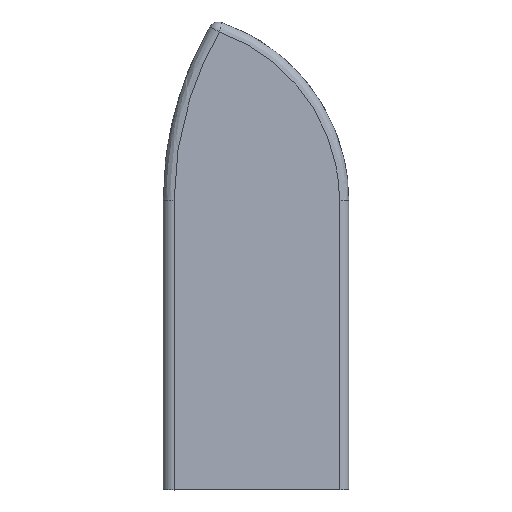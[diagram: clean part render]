
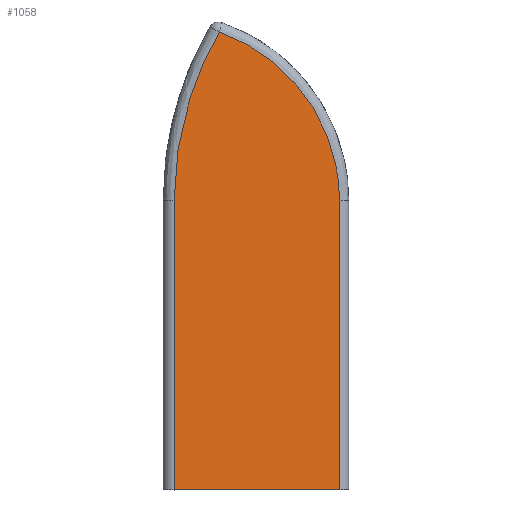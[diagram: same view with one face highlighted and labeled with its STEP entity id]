
A CAD part, top view. The second image highlights one B-rep face of the part: STEP entity #1058.
In plain terms, the highlighted planar face has unit normal (0.079, 0, 0.997).
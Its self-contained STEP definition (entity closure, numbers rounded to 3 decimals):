
#100 = PLANE('',#101);
#101 = AXIS2_PLACEMENT_3D('',#102,#103,#104);
#102 = CARTESIAN_POINT('',(-14.7,0.,-2.775));
#103 = DIRECTION('',(0.,1.,0.));
#104 = DIRECTION('',(1.,0.,0.));
#451 = VERTEX_POINT('',#452);
#452 = CARTESIAN_POINT('',(-14.558,0.,
    4.569));
#467 = CYLINDRICAL_SURFACE('',#468,1.8);
#468 = AXIS2_PLACEMENT_3D('',#469,#470,#471);
#469 = CARTESIAN_POINT('',(-14.7,51.4,2.775));
#470 = DIRECTION('',(0.,-1.,0.));
#471 = DIRECTION('',(0.,0.,-1.));
#479 = EDGE_CURVE('',#451,#480,#482,.T.);
#480 = VERTEX_POINT('',#481);
#481 = CARTESIAN_POINT('',(14.842,0.,
    2.244));
#482 = SURFACE_CURVE('',#483,(#487,#494),.PCURVE_S1.);
#483 = LINE('',#484,#485);
#484 = CARTESIAN_POINT('',(-16.558,0.,
    4.728));
#485 = VECTOR('',#486,1.);
#486 = DIRECTION('',(0.997,0.,
    -0.079));
#487 = PCURVE('',#100,#488);
#488 = DEFINITIONAL_REPRESENTATION('',(#489),#493);
#489 = LINE('',#490,#491);
#490 = CARTESIAN_POINT('',(-1.858,-7.503));
#491 = VECTOR('',#492,1.);
#492 = DIRECTION('',(0.997,0.079));
#493 = ( GEOMETRIC_REPRESENTATION_CONTEXT(2) 
PARAMETRIC_REPRESENTATION_CONTEXT() REPRESENTATION_CONTEXT('2D SPACE',''
  ) );
#494 = PCURVE('',#495,#500);
#495 = PLANE('',#496);
#496 = AXIS2_PLACEMENT_3D('',#497,#498,#499);
#497 = CARTESIAN_POINT('',(-16.558,0.,
    4.728));
#498 = DIRECTION('',(-0.079,0.,
    -0.997));
#499 = DIRECTION('',(0.997,0.,
    -0.079));
#500 = DEFINITIONAL_REPRESENTATION('',(#501),#505);
#501 = LINE('',#502,#503);
#502 = CARTESIAN_POINT('',(0.,0.));
#503 = VECTOR('',#504,1.);
#504 = DIRECTION('',(1.,0.));
#505 = ( GEOMETRIC_REPRESENTATION_CONTEXT(2) 
PARAMETRIC_REPRESENTATION_CONTEXT() REPRESENTATION_CONTEXT('2D SPACE',''
  ) );
#524 = CYLINDRICAL_SURFACE('',#525,1.8);
#525 = AXIS2_PLACEMENT_3D('',#526,#527,#528);
#526 = CARTESIAN_POINT('',(14.7,0.,0.45));
#527 = DIRECTION('',(0.,-1.,0.));
#528 = DIRECTION('',(-0.997,0.,
    0.079));
#985 = EDGE_CURVE('',#986,#480,#988,.T.);
#986 = VERTEX_POINT('',#987);
#987 = CARTESIAN_POINT('',(14.842,51.4,2.244));
#988 = SURFACE_CURVE('',#989,(#993,#1000),.PCURVE_S1.);
#989 = LINE('',#990,#991);
#990 = CARTESIAN_POINT('',(14.842,0.,
    2.244));
#991 = VECTOR('',#992,1.);
#992 = DIRECTION('',(0.,-1.,0.));
#993 = PCURVE('',#524,#994);
#994 = DEFINITIONAL_REPRESENTATION('',(#995),#999);
#995 = LINE('',#996,#997);
#996 = CARTESIAN_POINT('',(-1.571,0.));
#997 = VECTOR('',#998,1.);
#998 = DIRECTION('',(-0.,1.));
#999 = ( GEOMETRIC_REPRESENTATION_CONTEXT(2) 
PARAMETRIC_REPRESENTATION_CONTEXT() REPRESENTATION_CONTEXT('2D SPACE',''
  ) );
#1000 = PCURVE('',#495,#1001);
#1001 = DEFINITIONAL_REPRESENTATION('',(#1002),#1006);
#1002 = LINE('',#1003,#1004);
#1003 = CARTESIAN_POINT('',(31.498,0.));
#1004 = VECTOR('',#1005,1.);
#1005 = DIRECTION('',(0.,1.));
#1006 = ( GEOMETRIC_REPRESENTATION_CONTEXT(2) 
PARAMETRIC_REPRESENTATION_CONTEXT() REPRESENTATION_CONTEXT('2D SPACE',''
  ) );
#1023 = ( BOUNDED_SURFACE() B_SPLINE_SURFACE(2,6,(
    (#1024,#1025,#1026,#1027,#1028,#1029,#1030)
    ,(#1031,#1032,#1033,#1034,#1035,#1036,#1037)
    ,(#1038,#1039,#1040,#1041,#1042,#1043,#1044
)),.UNSPECIFIED.,.F.,.F.,.F.) B_SPLINE_SURFACE_WITH_KNOTS((3,3),(7,7),(
    0.,1.),(5.044,6.283),.PIECEWISE_BEZIER_KNOTS.) 
GEOMETRIC_REPRESENTATION_ITEM() RATIONAL_B_SPLINE_SURFACE((
    (1.,1.,1.,1.,1.,1.,1.)
    ,(0.716,0.721,0.726,0.73
      ,0.733,0.734,0.734)
,(1.,1.,1.,1.,1.,1.,1.))) REPRESENTATION_ITEM('') SURFACE() );
#1024 = CARTESIAN_POINT('',(-6.558,81.4,3.937));
#1025 = CARTESIAN_POINT('',(-0.362,79.267,
    3.447));
#1026 = CARTESIAN_POINT('',(5.305,75.598,2.999
    ));
#1027 = CARTESIAN_POINT('',(9.969,70.557,2.63
    ));
#1028 = CARTESIAN_POINT('',(13.218,64.506,
    2.373));
#1029 = CARTESIAN_POINT('',(14.842,57.953,
    2.244));
#1030 = CARTESIAN_POINT('',(14.842,51.4,2.244));
#1031 = CARTESIAN_POINT('',(-5.99,83.059,
    3.892));
#1032 = CARTESIAN_POINT('',(0.489,80.8,
    3.379));
#1033 = CARTESIAN_POINT('',(6.437,76.941,
    2.909));
#1034 = CARTESIAN_POINT('',(11.361,71.626,
    2.52));
#1035 = CARTESIAN_POINT('',(14.794,65.221,
    2.248));
#1036 = CARTESIAN_POINT('',(16.5,58.298,2.113));
#1037 = CARTESIAN_POINT('',(16.5,51.4,2.113));
#1038 = CARTESIAN_POINT('',(-6.114,83.102,
    2.142));
#1039 = CARTESIAN_POINT('',(0.434,80.848,
    1.652));
#1040 = CARTESIAN_POINT('',(6.423,76.971,
    1.204));
#1041 = CARTESIAN_POINT('',(11.351,71.644,0.835
    ));
#1042 = CARTESIAN_POINT('',(14.784,65.25,
    0.578));
#1043 = CARTESIAN_POINT('',(16.5,58.325,0.45));
#1044 = CARTESIAN_POINT('',(16.5,51.4,0.45));
#1058 = ADVANCED_FACE('',(#1059),#495,.F.);
#1059 = FACE_BOUND('',#1060,.F.);
#1060 = EDGE_LOOP('',(#1061,#1062,#1085,#1128,#1150));
#1061 = ORIENTED_EDGE('',*,*,#479,.F.);
#1062 = ORIENTED_EDGE('',*,*,#1063,.F.);
#1063 = EDGE_CURVE('',#1064,#451,#1066,.T.);
#1064 = VERTEX_POINT('',#1065);
#1065 = CARTESIAN_POINT('',(-14.558,51.4,4.569));
#1066 = SURFACE_CURVE('',#1067,(#1071,#1078),.PCURVE_S1.);
#1067 = LINE('',#1068,#1069);
#1068 = CARTESIAN_POINT('',(-14.558,51.4,4.569));
#1069 = VECTOR('',#1070,1.);
#1070 = DIRECTION('',(0.,-1.,0.));
#1071 = PCURVE('',#495,#1072);
#1072 = DEFINITIONAL_REPRESENTATION('',(#1073),#1077);
#1073 = LINE('',#1074,#1075);
#1074 = CARTESIAN_POINT('',(2.006,-51.4));
#1075 = VECTOR('',#1076,1.);
#1076 = DIRECTION('',(0.,1.));
#1077 = ( GEOMETRIC_REPRESENTATION_CONTEXT(2) 
PARAMETRIC_REPRESENTATION_CONTEXT() REPRESENTATION_CONTEXT('2D SPACE',''
  ) );
#1078 = PCURVE('',#467,#1079);
#1079 = DEFINITIONAL_REPRESENTATION('',(#1080),#1084);
#1080 = LINE('',#1081,#1082);
#1081 = CARTESIAN_POINT('',(-3.221,0.));
#1082 = VECTOR('',#1083,1.);
#1083 = DIRECTION('',(-0.,1.));
#1084 = ( GEOMETRIC_REPRESENTATION_CONTEXT(2) 
PARAMETRIC_REPRESENTATION_CONTEXT() REPRESENTATION_CONTEXT('2D SPACE',''
  ) );
#1085 = ORIENTED_EDGE('',*,*,#1086,.T.);
#1086 = EDGE_CURVE('',#1064,#1087,#1089,.T.);
#1087 = VERTEX_POINT('',#1088);
#1088 = CARTESIAN_POINT('',(-6.558,81.4,3.937));
#1089 = SURFACE_CURVE('',#1090,(#1095,#1102),.PCURVE_S1.);
#1090 = ELLIPSE('',#1091,60.438,60.25);
#1091 = AXIS2_PLACEMENT_3D('',#1092,#1093,#1094);
#1092 = CARTESIAN_POINT('',(45.692,51.4,-0.195));
#1093 = DIRECTION('',(-0.079,0.,
    -0.997));
#1094 = DIRECTION('',(0.997,0.,
    -0.079));
#1095 = PCURVE('',#495,#1096);
#1096 = DEFINITIONAL_REPRESENTATION('',(#1097),#1101);
#1097 = ELLIPSE('',#1098,60.438,60.25);
#1098 = AXIS2_PLACEMENT_2D('',#1099,#1100);
#1099 = CARTESIAN_POINT('',(62.444,-51.4));
#1100 = DIRECTION('',(1.,0.));
#1101 = ( GEOMETRIC_REPRESENTATION_CONTEXT(2) 
PARAMETRIC_REPRESENTATION_CONTEXT() REPRESENTATION_CONTEXT('2D SPACE',''
  ) );
#1102 = PCURVE('',#1103,#1122);
#1103 = ( BOUNDED_SURFACE() B_SPLINE_SURFACE(2,5,(
    (#1104,#1105,#1106,#1107,#1108,#1109)
    ,(#1110,#1111,#1112,#1113,#1114,#1115)
    ,(#1116,#1117,#1118,#1119,#1120,#1121
)),.UNSPECIFIED.,.F.,.F.,.F.) B_SPLINE_SURFACE_WITH_KNOTS((3,3),(6,6),(
    0.,1.),(3.142,3.663),.PIECEWISE_BEZIER_KNOTS.) 
GEOMETRIC_REPRESENTATION_ITEM() RATIONAL_B_SPLINE_SURFACE((
    (1.,1.,1.,1.,1.,1.)
    ,(0.679,0.679,0.679,0.68
      ,0.681,0.683)
,(1.,1.,1.,1.,1.,1.))) REPRESENTATION_ITEM('') SURFACE() );
#1104 = CARTESIAN_POINT('',(-16.5,51.4,2.775));
#1105 = CARTESIAN_POINT('',(-16.5,57.868,2.775));
#1106 = CARTESIAN_POINT('',(-15.657,64.336,
    2.71));
#1107 = CARTESIAN_POINT('',(-13.971,70.658,
    2.581));
#1108 = CARTESIAN_POINT('',(-11.482,76.687,
    2.39));
#1109 = CARTESIAN_POINT('',(-8.261,82.296,
    2.142));
#1110 = CARTESIAN_POINT('',(-16.5,51.4,4.723));
#1111 = CARTESIAN_POINT('',(-16.5,57.884,4.723));
#1112 = CARTESIAN_POINT('',(-15.653,64.361,
    4.656));
#1113 = CARTESIAN_POINT('',(-13.963,70.69,
    4.522));
#1114 = CARTESIAN_POINT('',(-11.465,76.733,
    4.325));
#1115 = CARTESIAN_POINT('',(-8.223,82.362,
    4.068));
#1116 = CARTESIAN_POINT('',(-14.558,51.4,4.569));
#1117 = CARTESIAN_POINT('',(-14.558,57.681,
    4.569));
#1118 = CARTESIAN_POINT('',(-13.74,63.961,
    4.505));
#1119 = CARTESIAN_POINT('',(-12.103,70.099,
    4.375));
#1120 = CARTESIAN_POINT('',(-9.685,75.953,
    4.184));
#1121 = CARTESIAN_POINT('',(-6.558,81.4,3.937));
#1122 = DEFINITIONAL_REPRESENTATION('',(#1123),#1127);
#1123 = LINE('',#1124,#1125);
#1124 = CARTESIAN_POINT('',(1.,0.));
#1125 = VECTOR('',#1126,1.);
#1126 = DIRECTION('',(0.,1.));
#1127 = ( GEOMETRIC_REPRESENTATION_CONTEXT(2) 
PARAMETRIC_REPRESENTATION_CONTEXT() REPRESENTATION_CONTEXT('2D SPACE',''
  ) );
#1128 = ORIENTED_EDGE('',*,*,#1129,.T.);
#1129 = EDGE_CURVE('',#1087,#986,#1130,.T.);
#1130 = SURFACE_CURVE('',#1131,(#1136,#1143),.PCURVE_S1.);
#1131 = ELLIPSE('',#1132,31.827,31.728);
#1132 = AXIS2_PLACEMENT_3D('',#1133,#1134,#1135);
#1133 = CARTESIAN_POINT('',(-16.886,51.4,4.754));
#1134 = DIRECTION('',(-0.079,0.,
    -0.997));
#1135 = DIRECTION('',(0.997,0.,
    -0.079));
#1136 = PCURVE('',#495,#1137);
#1137 = DEFINITIONAL_REPRESENTATION('',(#1138),#1142);
#1138 = ELLIPSE('',#1139,31.827,31.728);
#1139 = AXIS2_PLACEMENT_2D('',#1140,#1141);
#1140 = CARTESIAN_POINT('',(-0.329,-51.4));
#1141 = DIRECTION('',(1.,0.));
#1142 = ( GEOMETRIC_REPRESENTATION_CONTEXT(2) 
PARAMETRIC_REPRESENTATION_CONTEXT() REPRESENTATION_CONTEXT('2D SPACE',''
  ) );
#1143 = PCURVE('',#1023,#1144);
#1144 = DEFINITIONAL_REPRESENTATION('',(#1145),#1149);
#1145 = LINE('',#1146,#1147);
#1146 = CARTESIAN_POINT('',(0.,0.));
#1147 = VECTOR('',#1148,1.);
#1148 = DIRECTION('',(0.,1.));
#1149 = ( GEOMETRIC_REPRESENTATION_CONTEXT(2) 
PARAMETRIC_REPRESENTATION_CONTEXT() REPRESENTATION_CONTEXT('2D SPACE',''
  ) );
#1150 = ORIENTED_EDGE('',*,*,#985,.T.);
